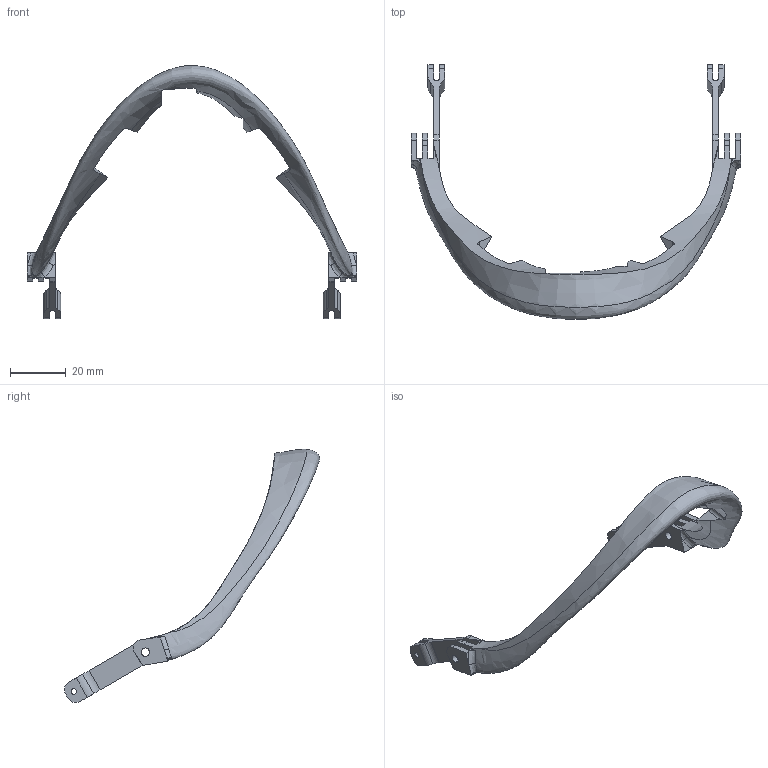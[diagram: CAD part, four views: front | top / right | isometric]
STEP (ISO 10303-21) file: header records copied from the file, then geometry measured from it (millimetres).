
FILE_DESCRIPTION (( 'STEP AP214' ), '1' );
FILE_NAME ('Jaw.STEP', '2025-09-29T07:40:59', ( 'Windows User' ), ( '' ), 'SwSTEP 2.0', 'SolidWorks 2023', '' );
FILE_SCHEMA (( 'AUTOMOTIVE_DESIGN' ));
Length unit declared in the file: millimetre
Products named in the file (1): Jaw
Bounding box: 118 x 91.44 x 90.78 mm (x, y, z)
Volume: 16096.9 mm3; surface area: 10195.4 mm2
Topology: 1 solids, 1 shells, 164 faces, 466 edges, 304 vertices
Faces by surface type: plane 75, cylinder 62, bspline 27
Entity records: 13094 total; most frequent: CARTESIAN_POINT 8995, ORIENTED_EDGE 932, DIRECTION 743, EDGE_CURVE 466, VERTEX_POINT 304, AXIS2_PLACEMENT_3D 254, VECTOR 235, LINE 235
